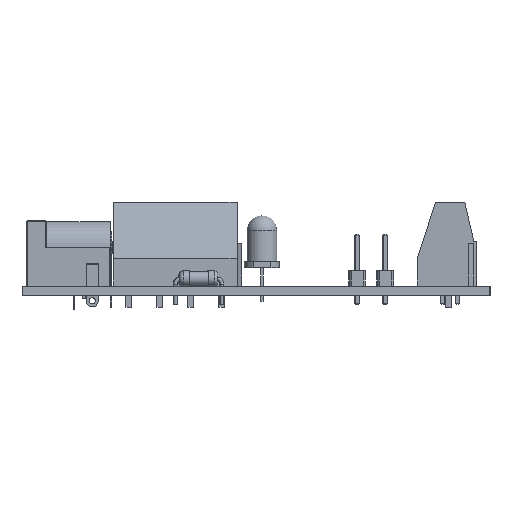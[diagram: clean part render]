
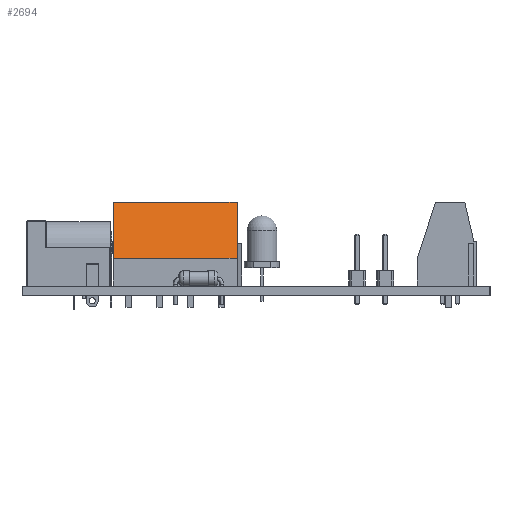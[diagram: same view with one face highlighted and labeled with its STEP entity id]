
A CAD part, left-side view. The second image highlights one B-rep face of the part: STEP entity #2694.
In plain terms, the highlighted face is planar.
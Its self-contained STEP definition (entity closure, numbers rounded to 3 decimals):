
#2570 = VERTEX_POINT('',#2571);
#2571 = CARTESIAN_POINT('',(-2.54,5.2,4.57));
#2577 = EDGE_CURVE('',#2578,#2570,#2580,.T.);
#2578 = VERTEX_POINT('',#2579);
#2579 = CARTESIAN_POINT('',(-2.54,2.2,13.8));
#2580 = LINE('',#2581,#2582);
#2581 = CARTESIAN_POINT('',(-2.54,2.2,13.8));
#2582 = VECTOR('',#2583,1.);
#2583 = DIRECTION('',(0.,0.309,-0.951));
#2631 = EDGE_CURVE('',#2578,#2632,#2634,.T.);
#2632 = VERTEX_POINT('',#2633);
#2633 = CARTESIAN_POINT('',(17.78,2.2,13.8));
#2634 = LINE('',#2635,#2636);
#2635 = CARTESIAN_POINT('',(-2.54,2.2,13.8));
#2636 = VECTOR('',#2637,1.);
#2637 = DIRECTION('',(1.,0.,0.));
#2694 = ADVANCED_FACE('',(#2695),#2713,.T.);
#2695 = FACE_BOUND('',#2696,.T.);
#2696 = EDGE_LOOP('',(#2697,#2698,#2706,#2712));
#2697 = ORIENTED_EDGE('',*,*,#2631,.T.);
#2698 = ORIENTED_EDGE('',*,*,#2699,.T.);
#2699 = EDGE_CURVE('',#2632,#2700,#2702,.T.);
#2700 = VERTEX_POINT('',#2701);
#2701 = CARTESIAN_POINT('',(17.78,5.2,4.57));
#2702 = LINE('',#2703,#2704);
#2703 = CARTESIAN_POINT('',(17.78,2.2,13.8));
#2704 = VECTOR('',#2705,1.);
#2705 = DIRECTION('',(0.,0.309,-0.951));
#2706 = ORIENTED_EDGE('',*,*,#2707,.F.);
#2707 = EDGE_CURVE('',#2570,#2700,#2708,.T.);
#2708 = LINE('',#2709,#2710);
#2709 = CARTESIAN_POINT('',(-2.54,5.2,4.57));
#2710 = VECTOR('',#2711,1.);
#2711 = DIRECTION('',(1.,0.,0.));
#2712 = ORIENTED_EDGE('',*,*,#2577,.F.);
#2713 = PLANE('',#2714);
#2714 = AXIS2_PLACEMENT_3D('',#2715,#2716,#2717);
#2715 = CARTESIAN_POINT('',(-2.54,2.2,13.8));
#2716 = DIRECTION('',(0.,0.951,0.309));
#2717 = DIRECTION('',(0.,0.309,-0.951));
